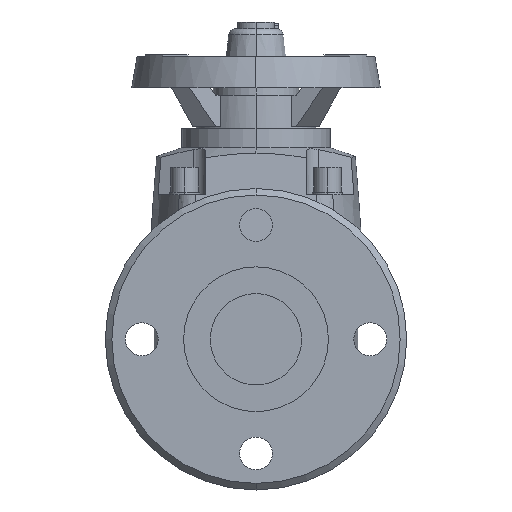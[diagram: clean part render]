
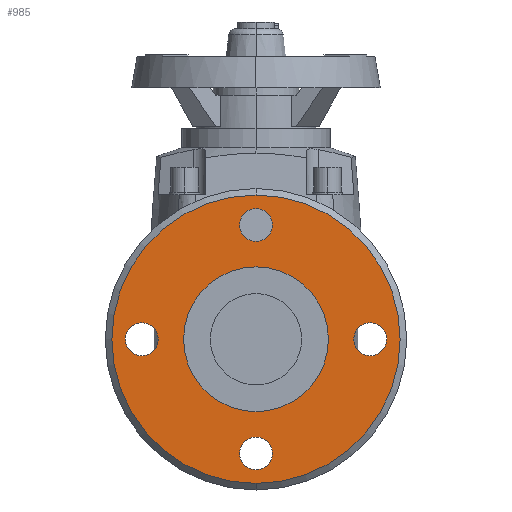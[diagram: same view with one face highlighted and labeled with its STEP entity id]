
A CAD part, left-side view. The second image highlights one B-rep face of the part: STEP entity #985.
In plain terms, the highlighted planar face has unit normal (-1, 0, 0).
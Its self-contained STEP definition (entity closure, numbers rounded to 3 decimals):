
#985=ADVANCED_FACE('',(#2018,#2019,#2020,#2021,#2022,#2023),#2024,.T.);
#2018=FACE_OUTER_BOUND('',#3072,.T.);
#2019=FACE_BOUND('',#3073,.T.);
#2020=FACE_BOUND('',#3074,.T.);
#2021=FACE_BOUND('',#3075,.T.);
#2022=FACE_BOUND('',#3076,.T.);
#2023=FACE_BOUND('',#3077,.T.);
#2024=PLANE('',#3078);
#3072=EDGE_LOOP('',(#6035,#6036));
#3073=EDGE_LOOP('',(#6037,#6038));
#3074=EDGE_LOOP('',(#6039,#6040));
#3075=EDGE_LOOP('',(#6041,#6042));
#3076=EDGE_LOOP('',(#6043,#6044));
#3077=EDGE_LOOP('',(#6045,#6046));
#3078=AXIS2_PLACEMENT_3D('',#6047,#6048,#6049);
#6035=ORIENTED_EDGE('',*,*,#6211,.T.);
#6036=ORIENTED_EDGE('',*,*,#7313,.T.);
#6037=ORIENTED_EDGE('',*,*,#7317,.T.);
#6038=ORIENTED_EDGE('',*,*,#6200,.T.);
#6039=ORIENTED_EDGE('',*,*,#7319,.T.);
#6040=ORIENTED_EDGE('',*,*,#6195,.T.);
#6041=ORIENTED_EDGE('',*,*,#7321,.T.);
#6042=ORIENTED_EDGE('',*,*,#6190,.T.);
#6043=ORIENTED_EDGE('',*,*,#7323,.T.);
#6044=ORIENTED_EDGE('',*,*,#6185,.T.);
#6045=ORIENTED_EDGE('',*,*,#6221,.T.);
#6046=ORIENTED_EDGE('',*,*,#7302,.T.);
#6047=CARTESIAN_POINT('',(-109.0,0.0,-39.45));
#6048=DIRECTION('',(-1.0,0.0,0.0));
#6049=DIRECTION('',(0.0,0.0,-1.0));
#6185=EDGE_CURVE('',#7377,#7374,#7378,.T.);
#6190=EDGE_CURVE('',#7386,#7383,#7387,.T.);
#6195=EDGE_CURVE('',#7395,#7392,#7396,.T.);
#6200=EDGE_CURVE('',#7404,#7401,#7405,.T.);
#6211=EDGE_CURVE('',#7419,#7421,#7423,.T.);
#6221=EDGE_CURVE('',#7435,#7439,#7441,.T.);
#7302=EDGE_CURVE('',#7439,#7435,#9022,.T.);
#7313=EDGE_CURVE('',#7421,#7419,#9033,.T.);
#7317=EDGE_CURVE('',#7401,#7404,#9037,.T.);
#7319=EDGE_CURVE('',#7392,#7395,#9039,.T.);
#7321=EDGE_CURVE('',#7383,#7386,#9041,.T.);
#7323=EDGE_CURVE('',#7374,#7377,#9043,.T.);
#7374=VERTEX_POINT('',#9114);
#7377=VERTEX_POINT('',#9118);
#7378=CIRCLE('',#9119,9.0);
#7383=VERTEX_POINT('',#9125);
#7386=VERTEX_POINT('',#9129);
#7387=CIRCLE('',#9130,9.0);
#7392=VERTEX_POINT('',#9136);
#7395=VERTEX_POINT('',#9140);
#7396=CIRCLE('',#9141,9.0);
#7401=VERTEX_POINT('',#9147);
#7404=VERTEX_POINT('',#9151);
#7405=CIRCLE('',#9152,9.0);
#7419=VERTEX_POINT('',#9169);
#7421=VERTEX_POINT('',#9172);
#7423=CIRCLE('',#9175,78.9);
#7435=VERTEX_POINT('',#9189);
#7439=VERTEX_POINT('',#9194);
#7441=CIRCLE('',#9197,39.615);
#9022=CIRCLE('',#11990,39.615);
#9033=CIRCLE('',#12001,78.9);
#9037=CIRCLE('',#12005,9.0);
#9039=CIRCLE('',#12007,9.0);
#9041=CIRCLE('',#12009,9.0);
#9043=CIRCLE('',#12011,9.0);
#9114=CARTESIAN_POINT('',(-109.0,0.0,-71.5));
#9118=CARTESIAN_POINT('',(-109.0,0.,-53.5));
#9119=AXIS2_PLACEMENT_3D('',#12092,#12093,#12094);
#9125=CARTESIAN_POINT('',(-109.0,71.5,0.0));
#9129=CARTESIAN_POINT('',(-109.0,53.5,0.));
#9130=AXIS2_PLACEMENT_3D('',#12100,#12101,#12102);
#9136=CARTESIAN_POINT('',(-109.0,0.0,71.5));
#9140=CARTESIAN_POINT('',(-109.0,0.,53.5));
#9141=AXIS2_PLACEMENT_3D('',#12108,#12109,#12110);
#9147=CARTESIAN_POINT('',(-109.0,-71.5,0.0));
#9151=CARTESIAN_POINT('',(-109.0,-53.5,0.));
#9152=AXIS2_PLACEMENT_3D('',#12116,#12117,#12118);
#9169=CARTESIAN_POINT('',(-109.0,0.0,-78.9));
#9172=CARTESIAN_POINT('',(-109.0,0.,78.9));
#9175=AXIS2_PLACEMENT_3D('',#12133,#12134,#12135);
#9189=CARTESIAN_POINT('',(-109.0,0.0,39.615));
#9194=CARTESIAN_POINT('',(-109.0,0.,-39.615));
#9197=AXIS2_PLACEMENT_3D('',#12149,#12150,#12151);
#11990=AXIS2_PLACEMENT_3D('',#13726,#13727,#13728);
#12001=AXIS2_PLACEMENT_3D('',#13750,#13751,#13752);
#12005=AXIS2_PLACEMENT_3D('',#13756,#13757,#13758);
#12007=AXIS2_PLACEMENT_3D('',#13759,#13760,#13761);
#12009=AXIS2_PLACEMENT_3D('',#13762,#13763,#13764);
#12011=AXIS2_PLACEMENT_3D('',#13765,#13766,#13767);
#12092=CARTESIAN_POINT('',(-109.0,0.0,-62.5));
#12093=DIRECTION('',(1.0,-0.0,0.0));
#12094=DIRECTION('',(0.0,0.0,-1.0));
#12100=CARTESIAN_POINT('',(-109.0,62.5,0.0));
#12101=DIRECTION('',(1.0,0.0,-0.0));
#12102=DIRECTION('',(0.0,1.0,0.0));
#12108=CARTESIAN_POINT('',(-109.0,0.0,62.5));
#12109=DIRECTION('',(1.0,0.0,-0.0));
#12110=DIRECTION('',(0.0,0.0,1.0));
#12116=CARTESIAN_POINT('',(-109.0,-62.5,0.0));
#12117=DIRECTION('',(1.0,0.0,-0.0));
#12118=DIRECTION('',(0.0,-1.0,0.0));
#12133=CARTESIAN_POINT('',(-109.0,0.0,0.0));
#12134=DIRECTION('',(-1.0,0.0,0.0));
#12135=DIRECTION('',(0.0,0.0,-1.0));
#12149=CARTESIAN_POINT('',(-109.0,0.0,0.0));
#12150=DIRECTION('',(1.0,0.0,-0.0));
#12151=DIRECTION('',(0.0,0.0,1.0));
#13726=CARTESIAN_POINT('',(-109.0,0.0,0.0));
#13727=DIRECTION('',(1.0,0.0,-0.0));
#13728=DIRECTION('',(0.0,0.0,1.0));
#13750=CARTESIAN_POINT('',(-109.0,0.0,0.0));
#13751=DIRECTION('',(-1.0,0.0,0.0));
#13752=DIRECTION('',(0.0,0.0,-1.0));
#13756=CARTESIAN_POINT('',(-109.0,-62.5,0.0));
#13757=DIRECTION('',(1.0,0.0,-0.0));
#13758=DIRECTION('',(0.0,-1.0,0.0));
#13759=CARTESIAN_POINT('',(-109.0,0.0,62.5));
#13760=DIRECTION('',(1.0,0.0,-0.0));
#13761=DIRECTION('',(0.0,0.0,1.0));
#13762=CARTESIAN_POINT('',(-109.0,62.5,0.0));
#13763=DIRECTION('',(1.0,0.0,-0.0));
#13764=DIRECTION('',(0.0,1.0,0.0));
#13765=CARTESIAN_POINT('',(-109.0,0.0,-62.5));
#13766=DIRECTION('',(1.0,-0.0,0.0));
#13767=DIRECTION('',(0.0,0.0,-1.0));
